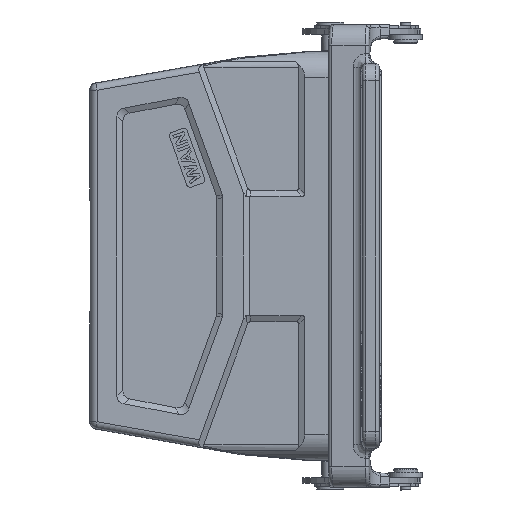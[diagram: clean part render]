
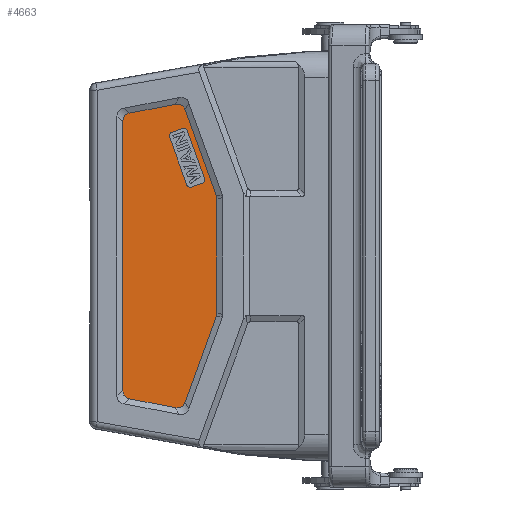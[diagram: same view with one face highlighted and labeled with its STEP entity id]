
A CAD part, left-side view. The second image highlights one B-rep face of the part: STEP entity #4663.
In plain terms, the highlighted planar face has unit normal (-1, 0, 0).
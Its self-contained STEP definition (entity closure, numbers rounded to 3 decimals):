
#3222=ELLIPSE('',#28022,12.292,5.);
#3223=ELLIPSE('',#28023,12.292,5.);
#3224=ELLIPSE('',#28024,12.433,5.);
#3225=ELLIPSE('',#28025,10.116,5.);
#3226=ELLIPSE('',#28026,10.116,5.);
#3227=ELLIPSE('',#28027,12.433,5.);
#3485=FACE_BOUND('',#8077,.T.);
#3486=FACE_BOUND('',#8078,.T.);
#4663=ADVANCED_FACE('',(#3485,#3486),#5816,.F.);
#5816=PLANE('',#28028);
#8077=EDGE_LOOP('',(#15566,#15567,#15568,#15569,#15570,#15571,#15572,#15573));
#8078=EDGE_LOOP('',(#15574,#15575,#15576,#15577,#15578,#15579,#15580,#15581,
#15582,#15583,#15584,#15585));
#10193=LINE('',#41912,#12163);
#10197=LINE('',#41924,#12167);
#10202=LINE('',#41937,#12172);
#10204=LINE('',#41941,#12174);
#10205=LINE('',#41946,#12175);
#10206=LINE('',#41950,#12176);
#10207=LINE('',#41954,#12177);
#10208=LINE('',#41958,#12178);
#10209=LINE('',#41962,#12179);
#10210=LINE('',#41966,#12180);
#12163=VECTOR('',#32060,1.);
#12167=VECTOR('',#32072,1.);
#12172=VECTOR('',#32085,1.);
#12174=VECTOR('',#32091,1.);
#12175=VECTOR('',#32096,1.);
#12176=VECTOR('',#32099,1.);
#12177=VECTOR('',#32102,1.);
#12178=VECTOR('',#32105,1.);
#12179=VECTOR('',#32108,1.);
#12180=VECTOR('',#32111,1.);
#15566=ORIENTED_EDGE('',*,*,#23916,.F.);
#15567=ORIENTED_EDGE('',*,*,#23934,.F.);
#15568=ORIENTED_EDGE('',*,*,#23932,.F.);
#15569=ORIENTED_EDGE('',*,*,#23927,.F.);
#15570=ORIENTED_EDGE('',*,*,#23924,.F.);
#15571=ORIENTED_EDGE('',*,*,#23921,.F.);
#15572=ORIENTED_EDGE('',*,*,#23920,.F.);
#15573=ORIENTED_EDGE('',*,*,#23936,.F.);
#15574=ORIENTED_EDGE('',*,*,#23937,.T.);
#15575=ORIENTED_EDGE('',*,*,#23938,.T.);
#15576=ORIENTED_EDGE('',*,*,#23939,.T.);
#15577=ORIENTED_EDGE('',*,*,#23940,.T.);
#15578=ORIENTED_EDGE('',*,*,#23941,.T.);
#15579=ORIENTED_EDGE('',*,*,#23942,.T.);
#15580=ORIENTED_EDGE('',*,*,#23943,.T.);
#15581=ORIENTED_EDGE('',*,*,#23944,.T.);
#15582=ORIENTED_EDGE('',*,*,#23945,.T.);
#15583=ORIENTED_EDGE('',*,*,#23946,.T.);
#15584=ORIENTED_EDGE('',*,*,#23947,.T.);
#15585=ORIENTED_EDGE('',*,*,#23948,.T.);
#21216=VERTEX_POINT('',#41896);
#21218=VERTEX_POINT('',#41900);
#21220=VERTEX_POINT('',#41905);
#21222=VERTEX_POINT('',#41909);
#21223=VERTEX_POINT('',#41913);
#21225=VERTEX_POINT('',#41919);
#21227=VERTEX_POINT('',#41925);
#21230=VERTEX_POINT('',#41932);
#21231=VERTEX_POINT('',#41944);
#21232=VERTEX_POINT('',#41945);
#21233=VERTEX_POINT('',#41947);
#21234=VERTEX_POINT('',#41949);
#21235=VERTEX_POINT('',#41951);
#21236=VERTEX_POINT('',#41953);
#21237=VERTEX_POINT('',#41955);
#21238=VERTEX_POINT('',#41957);
#21239=VERTEX_POINT('',#41959);
#21240=VERTEX_POINT('',#41961);
#21241=VERTEX_POINT('',#41963);
#21242=VERTEX_POINT('',#41965);
#23916=EDGE_CURVE('',#21218,#21216,#26466,.T.);
#23920=EDGE_CURVE('',#21222,#21220,#26468,.T.);
#23921=EDGE_CURVE('',#21220,#21223,#10193,.T.);
#23924=EDGE_CURVE('',#21223,#21225,#26469,.T.);
#23927=EDGE_CURVE('',#21225,#21227,#10197,.T.);
#23932=EDGE_CURVE('',#21227,#21230,#26472,.T.);
#23934=EDGE_CURVE('',#21230,#21218,#10202,.T.);
#23936=EDGE_CURVE('',#21216,#21222,#10204,.T.);
#23937=EDGE_CURVE('',#21231,#21232,#3222,.T.);
#23938=EDGE_CURVE('',#21232,#21233,#10205,.T.);
#23939=EDGE_CURVE('',#21233,#21234,#3223,.T.);
#23940=EDGE_CURVE('',#21234,#21235,#10206,.T.);
#23941=EDGE_CURVE('',#21235,#21236,#3224,.T.);
#23942=EDGE_CURVE('',#21236,#21237,#10207,.T.);
#23943=EDGE_CURVE('',#21237,#21238,#3225,.T.);
#23944=EDGE_CURVE('',#21238,#21239,#10208,.T.);
#23945=EDGE_CURVE('',#21239,#21240,#3226,.T.);
#23946=EDGE_CURVE('',#21240,#21241,#10209,.T.);
#23947=EDGE_CURVE('',#21241,#21242,#3227,.T.);
#23948=EDGE_CURVE('',#21242,#21231,#10210,.T.);
#26466=CIRCLE('',#28006,1.);
#26468=CIRCLE('',#28009,1.);
#26469=CIRCLE('',#28012,1.);
#26472=CIRCLE('',#28017,1.);
#28006=AXIS2_PLACEMENT_3D('',#41901,#32048,#32049);
#28009=AXIS2_PLACEMENT_3D('',#41910,#32056,#32057);
#28012=AXIS2_PLACEMENT_3D('',#41918,#32065,#32066);
#28017=AXIS2_PLACEMENT_3D('',#41934,#32080,#32081);
#28022=AXIS2_PLACEMENT_3D('',#41943,#32094,#32095);
#28023=AXIS2_PLACEMENT_3D('',#41948,#32097,#32098);
#28024=AXIS2_PLACEMENT_3D('',#41952,#32100,#32101);
#28025=AXIS2_PLACEMENT_3D('',#41956,#32103,#32104);
#28026=AXIS2_PLACEMENT_3D('',#41960,#32106,#32107);
#28027=AXIS2_PLACEMENT_3D('',#41964,#32109,#32110);
#28028=AXIS2_PLACEMENT_3D('',#41967,#32112,#32113);
#32048=DIRECTION('',(-1.,0.,0.));
#32049=DIRECTION('',(0.,0.,-1.));
#32056=DIRECTION('',(-1.,0.,0.));
#32057=DIRECTION('',(0.,0.,-1.));
#32060=DIRECTION('',(0.,0.94,-0.342));
#32065=DIRECTION('',(-1.,0.,0.));
#32066=DIRECTION('',(0.,0.,-1.));
#32072=DIRECTION('',(0.,-0.342,-0.94));
#32080=DIRECTION('',(-1.,0.,0.));
#32081=DIRECTION('',(0.,0.,-1.));
#32085=DIRECTION('',(0.,-0.94,0.342));
#32091=DIRECTION('',(0.,0.342,0.94));
#32094=DIRECTION('',(-1.,0.,0.));
#32095=DIRECTION('',(0.,0.771,0.637));
#32096=DIRECTION('',(0.,0.,-1.));
#32097=DIRECTION('',(-1.,0.,0.));
#32098=DIRECTION('',(0.,0.771,-0.637));
#32099=DIRECTION('',(0.,-0.982,-0.19));
#32100=DIRECTION('',(-1.,0.,0.));
#32101=DIRECTION('',(0.,-0.493,-0.87));
#32102=DIRECTION('',(0.,-0.342,0.94));
#32103=DIRECTION('',(-1.,0.,0.));
#32104=DIRECTION('',(0.,-0.985,-0.174));
#32105=DIRECTION('',(0.,0.,1.));
#32106=DIRECTION('',(-1.,0.,0.));
#32107=DIRECTION('',(0.,-0.985,0.174));
#32108=DIRECTION('',(0.,0.342,0.94));
#32109=DIRECTION('',(-1.,0.,0.));
#32110=DIRECTION('',(0.,-0.493,0.87));
#32111=DIRECTION('',(0.,0.982,-0.19));
#32112=DIRECTION('',(1.,0.,0.));
#32113=DIRECTION('',(0.,1.,0.));
#41896=CARTESIAN_POINT('',(-21.5,-12.266,22.663));
#41900=CARTESIAN_POINT('',(-21.5,-11.668,21.382));
#41901=CARTESIAN_POINT('',(-21.5,-11.326,22.321));
#41905=CARTESIAN_POINT('',(-21.5,-5.854,37.356));
#41909=CARTESIAN_POINT('',(-21.5,-7.136,36.759));
#41910=CARTESIAN_POINT('',(-21.5,-6.196,36.417));
#41912=CARTESIAN_POINT('',(-21.5,-6.794,37.698));
#41913=CARTESIAN_POINT('',(-21.5,-2.565,36.159));
#41918=CARTESIAN_POINT('',(-21.5,-2.907,35.22));
#41919=CARTESIAN_POINT('',(-21.5,-1.967,34.878));
#41924=CARTESIAN_POINT('',(-21.5,-1.625,35.817));
#41925=CARTESIAN_POINT('',(-21.5,-7.098,20.782));
#41932=CARTESIAN_POINT('',(-21.5,-8.379,20.185));
#41934=CARTESIAN_POINT('',(-21.5,-8.037,21.124));
#41937=CARTESIAN_POINT('',(-21.5,-7.44,19.843));
#41941=CARTESIAN_POINT('',(-21.5,-12.608,21.724));
#41943=CARTESIAN_POINT('',(-21.5,1.683,33.215));
#41944=CARTESIAN_POINT('',(-21.5,9.658,41.859));
#41945=CARTESIAN_POINT('',(-21.5,11.683,39.405));
#41946=CARTESIAN_POINT('',(-21.5,11.683,0.));
#41947=CARTESIAN_POINT('',(-21.5,11.683,-39.405));
#41948=CARTESIAN_POINT('',(-21.5,1.683,-33.215));
#41949=CARTESIAN_POINT('',(-21.5,9.658,-41.859));
#41950=CARTESIAN_POINT('',(-21.5,8.143,-42.152));
#41951=CARTESIAN_POINT('',(-21.5,-3.695,-44.439));
#41952=CARTESIAN_POINT('',(-21.5,0.69,-33.407));
#41953=CARTESIAN_POINT('',(-21.5,-6.519,-42.839));
#41954=CARTESIAN_POINT('',(-21.5,-19.524,-7.106));
#41955=CARTESIAN_POINT('',(-21.5,-15.702,-17.609));
#41956=CARTESIAN_POINT('',(-21.5,-5.853,-15.431));
#41957=CARTESIAN_POINT('',(-21.5,-15.853,-16.754));
#41958=CARTESIAN_POINT('',(-21.5,-15.853,0.));
#41959=CARTESIAN_POINT('',(-21.5,-15.853,16.754));
#41960=CARTESIAN_POINT('',(-21.5,-5.853,15.431));
#41961=CARTESIAN_POINT('',(-21.5,-15.702,17.609));
#41962=CARTESIAN_POINT('',(-21.5,-19.524,7.106));
#41963=CARTESIAN_POINT('',(-21.5,-6.519,42.839));
#41964=CARTESIAN_POINT('',(-21.5,0.69,33.407));
#41965=CARTESIAN_POINT('',(-21.5,-3.695,44.439));
#41966=CARTESIAN_POINT('',(-21.5,8.143,42.152));
#41967=CARTESIAN_POINT('',(-21.5,0.,0.));
